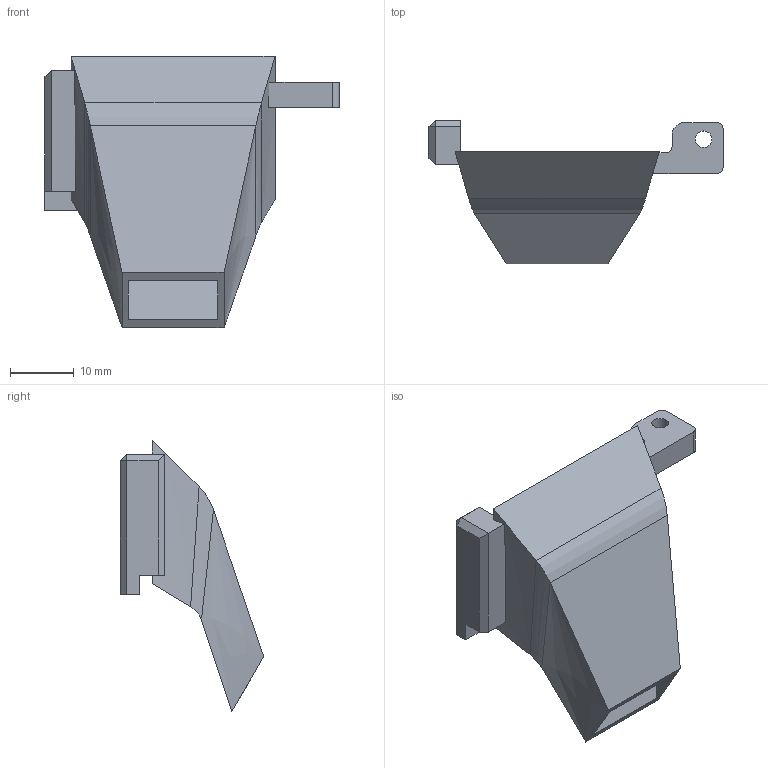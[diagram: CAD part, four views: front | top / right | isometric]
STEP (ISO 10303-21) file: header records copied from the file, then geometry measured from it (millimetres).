
FILE_DESCRIPTION(('FreeCAD Model'),'2;1');
FILE_NAME('Open CASCADE Shape Model','2022-01-18T19:47:49',('Author'),( ''),'Open CASCADE STEP processor 7.5','FreeCAD','Unknown');
FILE_SCHEMA(('AUTOMOTIVE_DESIGN { 1 0 10303 214 1 1 1 1 }'));
Length unit declared in the file: millimetre
Products named in the file (1): 4020blowerfan.pipe
Bounding box: 46.14 x 22.5 x 42.58 mm (x, y, z)
Volume: 3020.3 mm3; surface area: 5139.4 mm2
Topology: 1 solids, 1 shells, 55 faces, 133 edges, 82 vertices
Faces by surface type: plane 34, bspline 16, cylinder 5
Full cylindrical faces by diameter (mm): 2.6 x1
Entity records: 3477 total; most frequent: CARTESIAN_POINT 1066, DIRECTION 334, ORIENTED_EDGE 266, PCURVE 266, DEFINITIONAL_REPRESENTATION 266, LINE 234, VECTOR 234, B_SPLINE_CURVE_WITH_KNOTS 145
